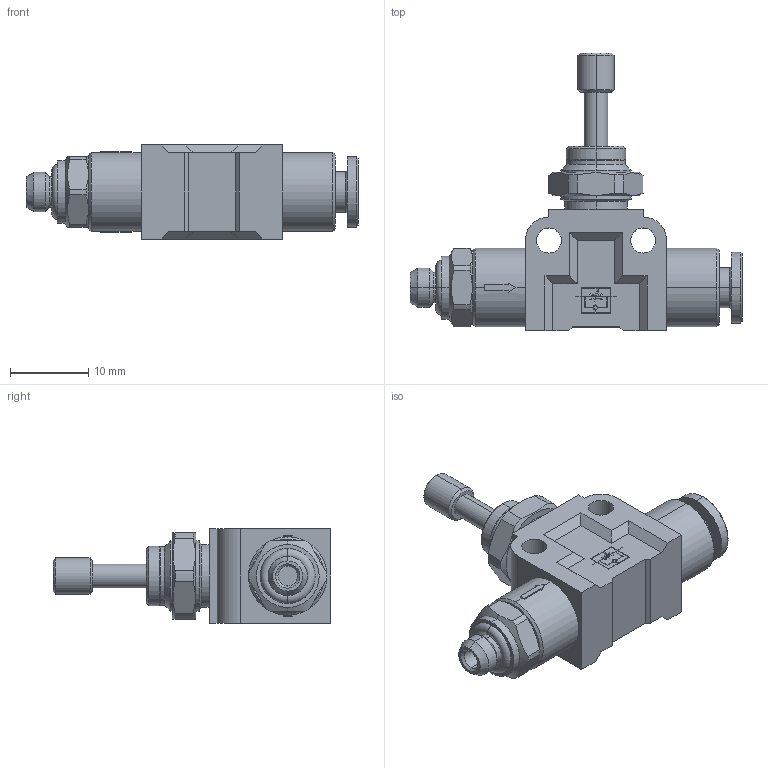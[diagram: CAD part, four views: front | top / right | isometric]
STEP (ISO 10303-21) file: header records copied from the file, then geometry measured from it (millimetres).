
FILE_DESCRIPTION (( 'STEP AP203' ), '1' );
FILE_NAME ('04250C10.STEP', '2011-06-21T09:58:27', ( '' ), ( 'sopra-pneumatic' ), 'SwSTEP 2.0', 'SolidWorks 2011', '' );
FILE_SCHEMA (( 'CONFIG_CONTROL_DESIGN' ));
Length unit declared in the file: millimetre
Products named in the file (1): 04250C10
Bounding box: 42.3 x 35.39 x 12 mm (x, y, z)
Volume: 4703.2 mm3; surface area: 3107.5 mm2
Topology: 1 solids, 5 shells, 253 faces, 626 edges, 404 vertices
Faces by surface type: plane 141, cylinder 74, cone 36, torus 2
Entity records: 7715 total; most frequent: CARTESIAN_POINT 1556, DIRECTION 1266, ORIENTED_EDGE 1252, EDGE_CURVE 626, AXIS2_PLACEMENT_3D 428, VECTOR 410, LINE 410, VERTEX_POINT 404
